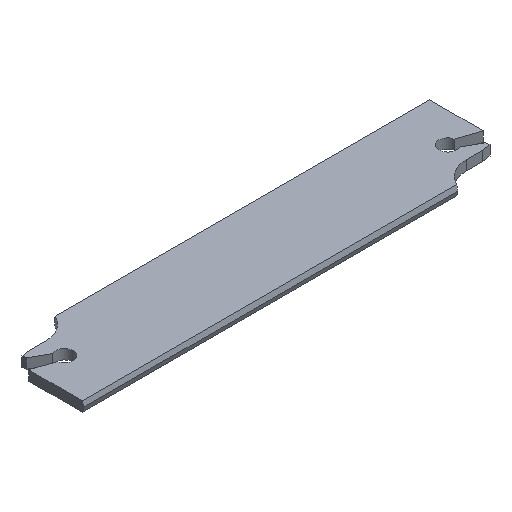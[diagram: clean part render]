
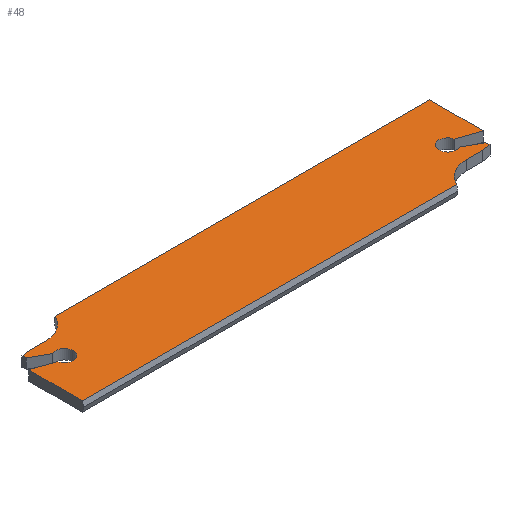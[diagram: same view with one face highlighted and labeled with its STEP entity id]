
A CAD part, isometric view. The second image highlights one B-rep face of the part: STEP entity #48.
In plain terms, the highlighted planar face has unit normal (0, 0, 1).
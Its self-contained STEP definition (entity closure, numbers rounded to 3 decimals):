
#48=ADVANCED_FACE('',(#88),#70,.T.);
#70=PLANE('',#470);
#88=FACE_OUTER_BOUND('',#110,.T.);
#110=EDGE_LOOP('',(#140,#141,#142,#143,#144,#145,#146,#147,#148,#149,#150,
#151,#152,#153,#154,#155,#156,#157));
#132=CIRCLE('',#466,10.);
#133=CIRCLE('',#467,3.);
#134=CIRCLE('',#468,10.);
#135=CIRCLE('',#469,3.);
#140=ORIENTED_EDGE('',*,*,#300,.F.);
#141=ORIENTED_EDGE('',*,*,#301,.T.);
#142=ORIENTED_EDGE('',*,*,#302,.F.);
#143=ORIENTED_EDGE('',*,*,#303,.F.);
#144=ORIENTED_EDGE('',*,*,#304,.F.);
#145=ORIENTED_EDGE('',*,*,#305,.F.);
#146=ORIENTED_EDGE('',*,*,#306,.F.);
#147=ORIENTED_EDGE('',*,*,#307,.F.);
#148=ORIENTED_EDGE('',*,*,#308,.T.);
#149=ORIENTED_EDGE('',*,*,#309,.F.);
#150=ORIENTED_EDGE('',*,*,#310,.T.);
#151=ORIENTED_EDGE('',*,*,#311,.F.);
#152=ORIENTED_EDGE('',*,*,#312,.F.);
#153=ORIENTED_EDGE('',*,*,#313,.F.);
#154=ORIENTED_EDGE('',*,*,#314,.F.);
#155=ORIENTED_EDGE('',*,*,#315,.F.);
#156=ORIENTED_EDGE('',*,*,#316,.F.);
#157=ORIENTED_EDGE('',*,*,#317,.T.);
#260=VERTEX_POINT('',#623);
#261=VERTEX_POINT('',#624);
#262=VERTEX_POINT('',#626);
#263=VERTEX_POINT('',#628);
#264=VERTEX_POINT('',#630);
#265=VERTEX_POINT('',#632);
#266=VERTEX_POINT('',#634);
#267=VERTEX_POINT('',#636);
#268=VERTEX_POINT('',#638);
#269=VERTEX_POINT('',#640);
#270=VERTEX_POINT('',#642);
#271=VERTEX_POINT('',#644);
#272=VERTEX_POINT('',#646);
#273=VERTEX_POINT('',#648);
#274=VERTEX_POINT('',#650);
#275=VERTEX_POINT('',#652);
#276=VERTEX_POINT('',#654);
#277=VERTEX_POINT('',#656);
#300=EDGE_CURVE('',#260,#261,#360,.T.);
#301=EDGE_CURVE('',#260,#262,#361,.T.);
#302=EDGE_CURVE('',#263,#262,#132,.T.);
#303=EDGE_CURVE('',#264,#263,#362,.T.);
#304=EDGE_CURVE('',#265,#264,#363,.T.);
#305=EDGE_CURVE('',#266,#265,#364,.T.);
#306=EDGE_CURVE('',#267,#266,#365,.T.);
#307=EDGE_CURVE('',#268,#267,#133,.T.);
#308=EDGE_CURVE('',#268,#269,#366,.T.);
#309=EDGE_CURVE('',#270,#269,#367,.T.);
#310=EDGE_CURVE('',#270,#271,#368,.T.);
#311=EDGE_CURVE('',#272,#271,#134,.T.);
#312=EDGE_CURVE('',#273,#272,#369,.T.);
#313=EDGE_CURVE('',#274,#273,#370,.T.);
#314=EDGE_CURVE('',#275,#274,#371,.T.);
#315=EDGE_CURVE('',#276,#275,#372,.T.);
#316=EDGE_CURVE('',#277,#276,#135,.T.);
#317=EDGE_CURVE('',#277,#261,#373,.T.);
#360=LINE('',#622,#408);
#361=LINE('',#625,#409);
#362=LINE('',#629,#410);
#363=LINE('',#631,#411);
#364=LINE('',#633,#412);
#365=LINE('',#635,#413);
#366=LINE('',#639,#414);
#367=LINE('',#641,#415);
#368=LINE('',#643,#416);
#369=LINE('',#647,#417);
#370=LINE('',#649,#418);
#371=LINE('',#651,#419);
#372=LINE('',#653,#420);
#373=LINE('',#657,#421);
#408=VECTOR('',#504,1.);
#409=VECTOR('',#505,1.);
#410=VECTOR('',#508,1.);
#411=VECTOR('',#509,1.);
#412=VECTOR('',#510,1.);
#413=VECTOR('',#511,1.);
#414=VECTOR('',#514,1.);
#415=VECTOR('',#515,1.);
#416=VECTOR('',#516,1.);
#417=VECTOR('',#519,1.);
#418=VECTOR('',#520,1.);
#419=VECTOR('',#521,1.);
#420=VECTOR('',#522,1.);
#421=VECTOR('',#525,1.);
#466=AXIS2_PLACEMENT_3D('',#627,#506,#507);
#467=AXIS2_PLACEMENT_3D('',#637,#512,#513);
#468=AXIS2_PLACEMENT_3D('',#645,#517,#518);
#469=AXIS2_PLACEMENT_3D('',#655,#523,#524);
#470=AXIS2_PLACEMENT_3D('',#658,#526,#527);
#504=DIRECTION('',(0.,1.,0.));
#505=DIRECTION('',(1.,0.,0.));
#506=DIRECTION('',(0.,0.,1.));
#507=DIRECTION('',(-1.,0.,0.));
#508=DIRECTION('',(-1.,0.,0.));
#509=DIRECTION('',(-0.991,-0.134,0.));
#510=DIRECTION('',(0.122,-0.993,0.));
#511=DIRECTION('',(0.875,-0.485,0.));
#512=DIRECTION('',(0.,0.,1.));
#513=DIRECTION('',(-1.,0.,0.));
#514=DIRECTION('',(0.946,-0.326,0.));
#515=DIRECTION('',(0.,-1.,0.));
#516=DIRECTION('',(-1.,0.,0.));
#517=DIRECTION('',(0.,0.,1.));
#518=DIRECTION('',(1.,0.,0.));
#519=DIRECTION('',(1.,0.,0.));
#520=DIRECTION('',(0.991,0.134,0.));
#521=DIRECTION('',(-0.122,0.993,0.));
#522=DIRECTION('',(-0.875,0.485,0.));
#523=DIRECTION('',(0.,0.,1.));
#524=DIRECTION('',(1.,0.,0.));
#525=DIRECTION('',(-0.946,0.326,0.));
#526=DIRECTION('',(0.,0.,1.));
#527=DIRECTION('',(1.,0.,0.));
#622=CARTESIAN_POINT('',(0.,0.,-3.06));
#623=CARTESIAN_POINT('',(0.,0.456,-3.06));
#624=CARTESIAN_POINT('',(0.,19.,-3.06));
#625=CARTESIAN_POINT('',(11.538,0.456,-3.06));
#626=CARTESIAN_POINT('',(129.371,0.456,-3.06));
#627=CARTESIAN_POINT('',(138.462,-3.71,-3.06));
#628=CARTESIAN_POINT('',(138.462,6.29,-3.06));
#629=CARTESIAN_POINT('',(144.073,6.29,-3.06));
#630=CARTESIAN_POINT('',(144.073,6.29,-3.06));
#631=CARTESIAN_POINT('',(147.024,6.69,-3.06));
#632=CARTESIAN_POINT('',(147.024,6.69,-3.06));
#633=CARTESIAN_POINT('',(146.918,7.552,-3.06));
#634=CARTESIAN_POINT('',(146.863,7.998,-3.06));
#635=CARTESIAN_POINT('',(141.561,10.937,-3.06));
#636=CARTESIAN_POINT('',(140.967,11.266,-3.06));
#637=CARTESIAN_POINT('',(139.6,13.937,-3.06));
#638=CARTESIAN_POINT('',(142.534,14.561,-3.06));
#639=CARTESIAN_POINT('',(19.225,57.024,-3.06));
#640=CARTESIAN_POINT('',(150.,11.99,-3.06));
#641=CARTESIAN_POINT('',(150.,30.99,-3.06));
#642=CARTESIAN_POINT('',(150.,30.534,-3.06));
#643=CARTESIAN_POINT('',(11.538,30.534,-3.06));
#644=CARTESIAN_POINT('',(20.629,30.534,-3.06));
#645=CARTESIAN_POINT('',(11.538,34.7,-3.06));
#646=CARTESIAN_POINT('',(11.538,24.7,-3.06));
#647=CARTESIAN_POINT('',(5.927,24.7,-3.06));
#648=CARTESIAN_POINT('',(5.927,24.7,-3.06));
#649=CARTESIAN_POINT('',(2.976,24.3,-3.06));
#650=CARTESIAN_POINT('',(2.976,24.3,-3.06));
#651=CARTESIAN_POINT('',(3.082,23.438,-3.06));
#652=CARTESIAN_POINT('',(3.137,22.992,-3.06));
#653=CARTESIAN_POINT('',(8.439,20.053,-3.06));
#654=CARTESIAN_POINT('',(9.033,19.724,-3.06));
#655=CARTESIAN_POINT('',(10.4,17.053,-3.06));
#656=CARTESIAN_POINT('',(7.466,16.429,-3.06));
#657=CARTESIAN_POINT('',(5.482,17.112,-3.06));
#658=CARTESIAN_POINT('',(11.538,34.7,-3.06));
